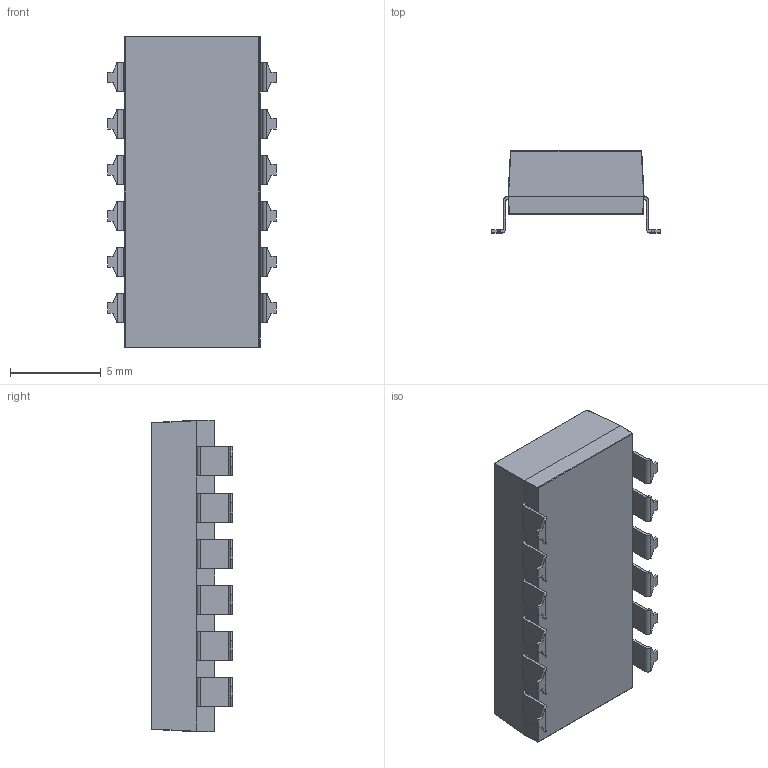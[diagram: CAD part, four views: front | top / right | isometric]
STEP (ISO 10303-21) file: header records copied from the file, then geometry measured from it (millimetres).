
FILE_DESCRIPTION( ( 'STEP AP214' ), ' ' );
FILE_NAME( 'psolqas1648009129.stp', '2017-08-23T14:48:01', ( '' ), ( '' ), ' ', 'PARTsolutions', ' ' );
FILE_SCHEMA( ( 'AUTOMOTIVE_DESIGN { 1 0 10303 214 1 1 1 1 }' ) );
Length unit declared in the file: metre
Products named in the file (1): 1
Bounding box: 9.3 x 4.5 x 17.17 mm (x, y, z)
Volume: 435.7 mm3; surface area: 698.5 mm2
Topology: 1 solids, 1 shells, 977 faces, 2713 edges, 1758 vertices
Faces by surface type: plane 833, cylinder 112, sphere 32
Entity records: 30588 total; most frequent: CARTESIAN_POINT 5527, ORIENTED_EDGE 5426, DIRECTION 4827, EDGE_CURVE 2713, LINE 2439, VECTOR 2439, VERTEX_POINT 1758, AXIS2_PLACEMENT_3D 1194
